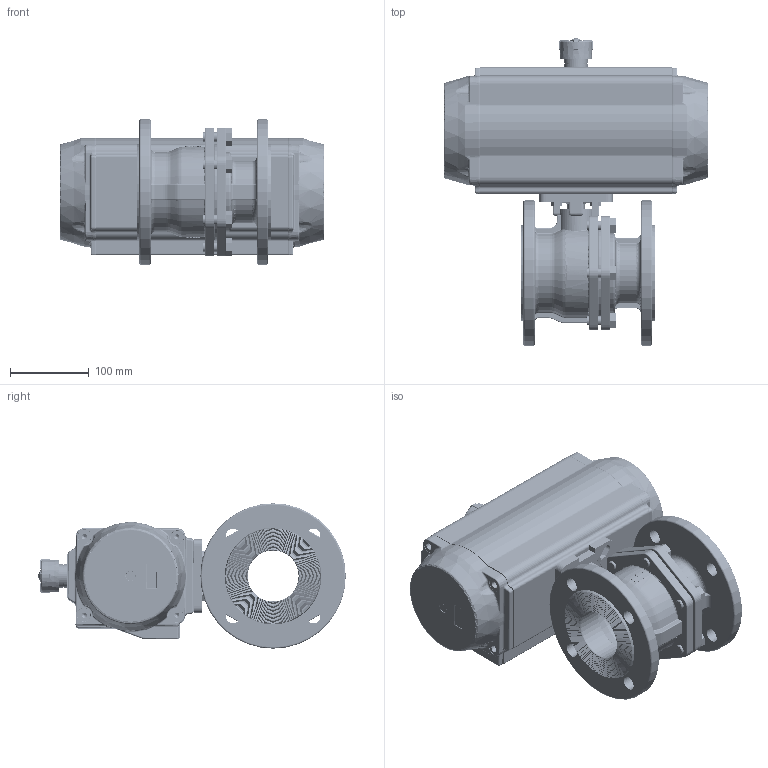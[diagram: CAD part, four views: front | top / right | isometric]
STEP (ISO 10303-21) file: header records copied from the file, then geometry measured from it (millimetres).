
FILE_DESCRIPTION(/* description */ ('Unknown'),/* implementation_level */ '2;1');
FILE_NAME(/* name */ 'PE07 0920-10',/* time_stamp */ '2025-02-24T10:10:58+01:00',/* author */ ('Unknown'),/* organization */ ('Unknown'),/* preprocessor_version */ 'ST-DEVELOPER v19.4',/* originating_system */ 'Solid Edge',/* authorisation */ 'Unknown');
FILE_SCHEMA (('AUTOMOTIVE_DESIGN {1 0 10303 214 3 1 1}'));
Length unit declared in the file: millimetre
Products named in the file (20): PE07 0920-10; 920-10; MV-24D-LZ-DN65; MV-24D-G(J)-DN65; MV-24D-FGM-DN65; MV-24D-FS-DN65; MV-24D-T(J)-DN65; MV-24D-FG-DN65; MV-24D-DD-DN65; DIN 933 M8x22 A2-70 BLK_EDST; PD08_PE07; VTE125埴詰; vt125-2016-06-25; vt125-2016-06-25   酘傷裔_MIR; VT125-03-01   活塞; VT125-3 粣; Optische Anzeige; ______; ________(___________; cup head nib bolts with large head gb_GB_FASTENER_BOLT_CHNBW M6X25-N
Assembly tree (32 placements, depth 4):
  PE07 0920-10
    920-10
      MV-24D-LZ-DN65  x6
      MV-24D-G(J)-DN65
      MV-24D-FGM-DN65
      MV-24D-FS-DN65
      MV-24D-T(J)-DN65
      MV-24D-FG-DN65
      MV-24D-DD-DN65  x2
    DIN 933 M8x22 A2-70 BLK_EDST  x4
    PD08_PE07
      VTE125埴詰
      vt125-2016-06-25
      vt125-2016-06-25   酘傷裔_MIR
      VT125-03-01   活塞  x2
      VT125-3 粣
      Optische Anzeige
        ______
        ________(___________  x4
        cup head nib bolts with large head gb_GB_FASTENER_BOLT_CHNBW M6X25-N
Bounding box: 337 x 391.5 x 185 mm (x, y, z)
Volume: 4808428.7 mm3; surface area: 982852.7 mm2
Topology: 29 solids, 29 shells, 4131 faces, 10117 edges, 6190 vertices
Faces by surface type: plane 1171, cylinder 1045, bspline 866, torus 570, cone 426, sphere 53
Full cylindrical faces by diameter (mm): 3 x16, 3.3 x8, 4.134 x8, 4.66 x1, 4.917 x1, 5 x1, 6 x1, 6.2 x1, 6.647 x12, 7 x1, 8 x4, 8.376 x4, 10.106 x2, 10.3 x6, 11.445 x2, 12 x6, 13 x6, 13.5 x6, 17 x8, 17.5 x2, 18 x8, 18.3 x1, 20.5 x1, 22 x2, 22.1 x1, 23 x2, 25 x1, 26 x2, 26.4 x1, 28 x2
Entity records: 155114 total; most frequent: CARTESIAN_POINT 86114, ORIENTED_EDGE 14780, DIRECTION 12453, EDGE_CURVE 7390, AXIS2_PLACEMENT_3D 4899, VERTEX_POINT 4827, FACE_BOUND 3973, EDGE_LOOP 3951
